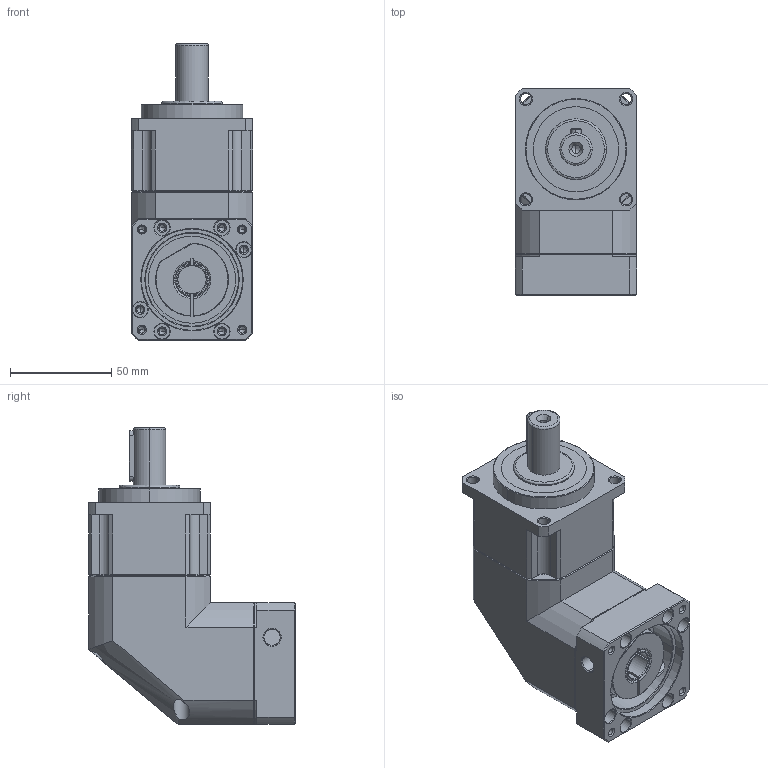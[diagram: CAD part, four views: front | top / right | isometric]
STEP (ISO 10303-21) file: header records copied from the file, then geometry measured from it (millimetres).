
FILE_DESCRIPTION (( 'STEP AP214' ), '1' );
FILE_NAME ('SBL060-L1-14-50-70M4-M5侐脫.STEP', '2021-12-18T08:13:32', ( 'admin' ), ( '' ), 'SwSTEP 2.0', 'SolidWorks 2013', '' );
FILE_SCHEMA (( 'AUTOMOTIVE_DESIGN' ));
Length unit declared in the file: millimetre
Products named in the file (5): SB060_X2_8F9351FA7AEF_X0_; SBL060_X2_8F9351658F7495017D2773AF_X0_-14; SBL060-50-70M4; SBL060-14; SBL060-L1-14-50-70M4-M5侐脫
Assembly tree (4 placements, depth 2):
  SBL060-L1-14-50-70M4-M5侐脫
    SBL060-14
    SBL060-50-70M4
    SBL060_X2_8F9351658F7495017D2773AF_X0_-14
    SB060_X2_8F9351FA7AEF_X0_
Bounding box: 60 x 102 x 146.5 mm (x, y, z)
Volume: 460798.3 mm3; surface area: 78387.1 mm2
Topology: 6 solids, 6 shells, 438 faces, 1109 edges, 685 vertices
Faces by surface type: cylinder 170, plane 136, cone 117, bspline 15
Entity records: 19159 total; most frequent: CARTESIAN_POINT 3611, DIRECTION 2262, ORIENTED_EDGE 2170, EDGE_CURVE 1085, AXIS2_PLACEMENT_3D 885, VERTEX_POINT 685, EDGE_LOOP 504, LINE 492
